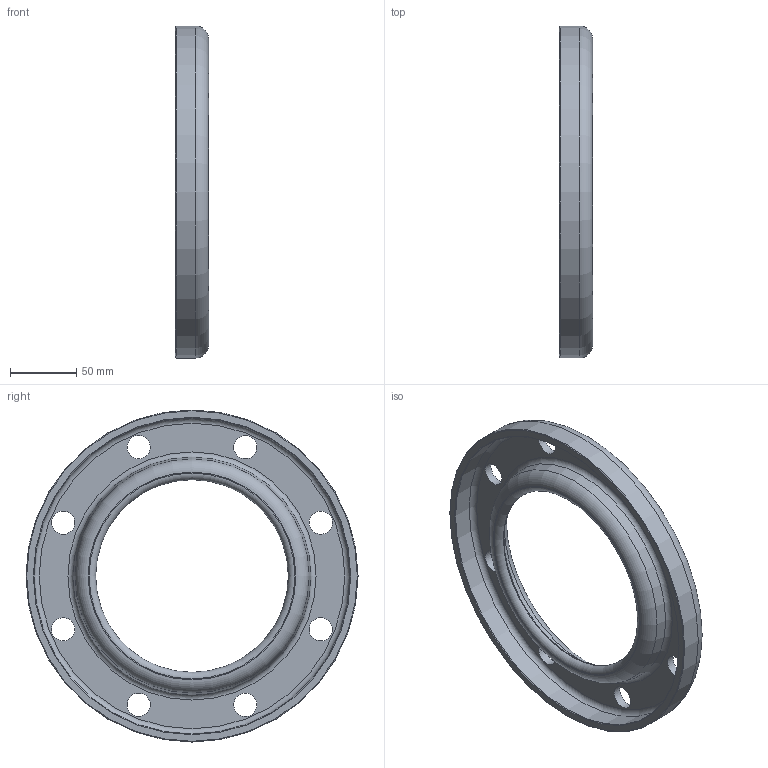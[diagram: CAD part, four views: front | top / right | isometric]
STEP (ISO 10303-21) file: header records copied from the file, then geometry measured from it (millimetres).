
FILE_DESCRIPTION (( 'STEP AP214' ), '1' );
FILE_NAME ('LF-139-GPR-1 Los Flansch Blech heco.STEP', '2015-05-12T07:50:22', ( 'test' ), ( '' ), 'SwSTEP 2.0', 'SolidWorks 2011', '' );
FILE_SCHEMA (( 'AUTOMOTIVE_DESIGN' ));
Length unit declared in the file: millimetre
Products named in the file (1): LF-139-GPR-1 Los Flansch Blech heco
Bounding box: 25 x 250 x 250 mm (x, y, z)
Volume: 292966.2 mm3; surface area: 107140 mm2
Topology: 1 solids, 1 shells, 209 faces, 542 edges, 359 vertices
Faces by surface type: plane 108, bspline 78, cylinder 11, torus 7, cone 5
Full cylindrical faces by diameter (mm): 17.5 x8, 145 x1, 238 x1, 250 x1
Entity records: 12651 total; most frequent: CARTESIAN_POINT 5776, ORIENTED_EDGE 1032, DIRECTION 660, EDGE_CURVE 516, VERTEX_POINT 356, LINE 324, VECTOR 324, EDGE_LOOP 274
